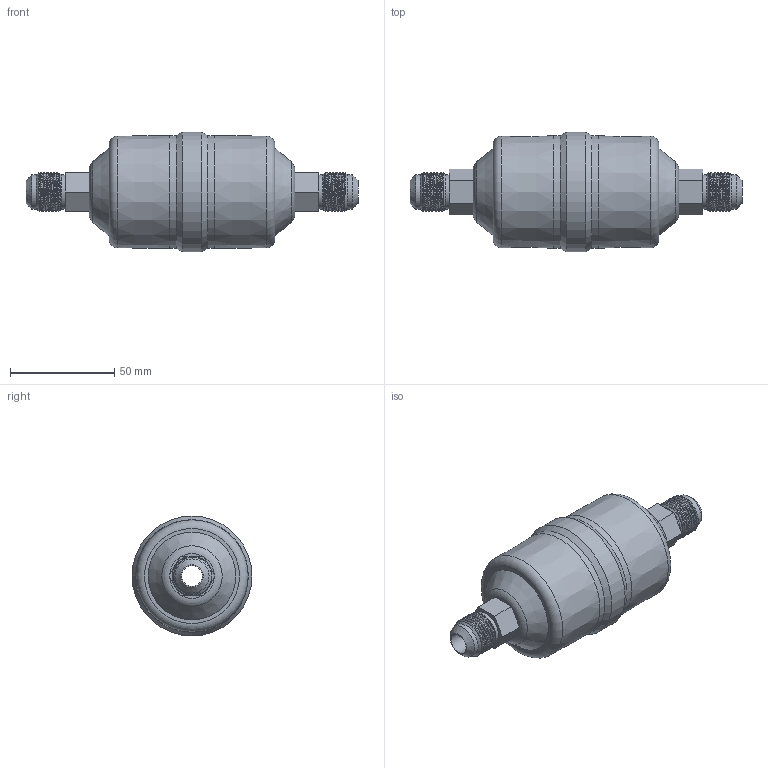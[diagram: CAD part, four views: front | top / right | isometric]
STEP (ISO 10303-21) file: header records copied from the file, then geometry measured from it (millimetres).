
FILE_DESCRIPTION(/* description */ (''),/* implementation_level */ '2;1');
FILE_NAME(/* name */ '023Z5041R.stp',/* time_stamp */ '2022-08-09T10:06:04+03:00',/* author */ ('U403152'),/* organization */ (''),/* preprocessor_version */ 'ST-DEVELOPER v18.1',/* originating_system */ 'Autodesk Inventor 2020',/* authorisation */ '');
FILE_SCHEMA (('AUTOMOTIVE_DESIGN { 1 0 10303 214 3 1 1 }'));
Length unit declared in the file: micrometre
Products named in the file (1): ╡е╧Є╕╔╘я╣¤┬╦╞ўD
FS-084-000A
Bounding box: 159 x 57.4 x 57.4 mm (x, y, z)
Volume: 203964.7 mm3; surface area: 27527.4 mm2
Topology: 1 solids, 1 shells, 86 faces, 226 edges, 146 vertices
Faces by surface type: plane 42, cylinder 22, cone 12, bspline 6, torus 4
Full cylindrical faces by diameter (mm): 10 x1, 16.4 x4, 19.05 x10, 54 x2, 57.4 x1
Entity records: 7261 total; most frequent: CARTESIAN_POINT 5129, ORIENTED_EDGE 452, DIRECTION 430, EDGE_CURVE 226, AXIS2_PLACEMENT_3D 169, VERTEX_POINT 146, EDGE_LOOP 92, LINE 92
